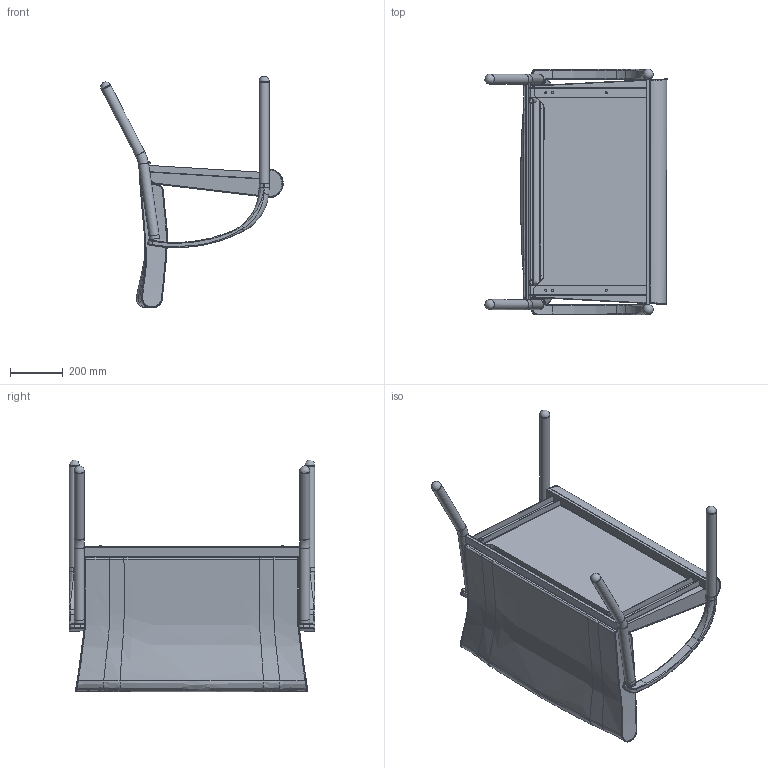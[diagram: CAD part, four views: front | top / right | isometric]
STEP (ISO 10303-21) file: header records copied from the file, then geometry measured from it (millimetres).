
FILE_DESCRIPTION((''),'2;1');
FILE_NAME('BLF14AWS.stp','2011-04-07T14:39:28',('jkibby'),(''),'Autodesk Inventor 2010','Autodesk Inventor 2010','');
FILE_SCHEMA(('AUTOMOTIVE_DESIGN { 1 0 10303 214 1 1 1 1 }'));
Length unit declared in the file: inch
Products named in the file (16): BLF12AWS; GLIDE; LF12B BACK-2; LF12BAWS FRM; LEFT ARM; RIGHT ARM; LF12BWS FRM; SEAT RAIL; LF12B FRONT LEG ASM; FRONT LEG; LF12B FRONT CROSS MBR; LF12WSB REAR LEG ASM; BACK TUBES; LF12B REAR CROSS MBR; WALL SAVER REAR LEG; LF14B SEAT
Assembly tree (22 placements, depth 5):
  BLF12AWS
    GLIDE  x4
    LF12B BACK-2
    LF12BAWS FRM
      LEFT ARM
      RIGHT ARM
      LF12BWS FRM
        SEAT RAIL  x2
        LF12B FRONT LEG ASM
          FRONT LEG  x2
          LF12B FRONT CROSS MBR
        LF12WSB REAR LEG ASM
          BACK TUBES  x2
          LF12B REAR CROSS MBR
          WALL SAVER REAR LEG  x2
    LF14B SEAT
Bounding box: 689.82 x 929.54 x 876.04 mm (x, y, z)
Volume: 55338234.5 mm3; surface area: 3091579 mm2
Topology: 18 solids, 18 shells, 398 faces, 918 edges, 552 vertices
Faces by surface type: bspline 206, plane 92, cylinder 88, sphere 6, torus 4, cone 2
Full cylindrical faces by diameter (mm): 7.938 x6, 14.63 x2, 19.05 x2, 34.925 x8, 35.052 x2, 37.694 x2, 38.1 x6
Entity records: 27948 total; most frequent: CARTESIAN_POINT 20501, ORIENTED_EDGE 1616, DIRECTION 1103, EDGE_CURVE 808, VERTEX_POINT 494, AXIS2_PLACEMENT_3D 444, EDGE_LOOP 392, FACE_OUTER_BOUND 356
